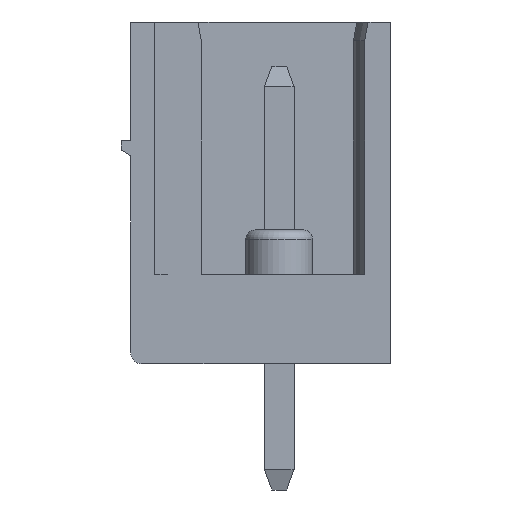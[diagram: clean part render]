
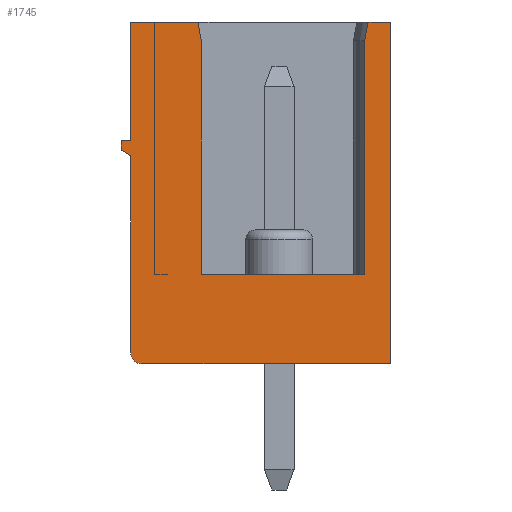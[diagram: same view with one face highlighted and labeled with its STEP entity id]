
A CAD part, left-side view. The second image highlights one B-rep face of the part: STEP entity #1745.
In plain terms, the highlighted planar face has unit normal (-1, 0, 0).
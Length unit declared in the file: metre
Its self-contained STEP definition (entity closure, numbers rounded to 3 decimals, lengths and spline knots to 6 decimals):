
#1745=ADVANCED_FACE('',(#5043),#5044,.F.);
#5043=FACE_OUTER_BOUND('',#10001,.T.);
#5044=PLANE('',#10002);
#10001=EDGE_LOOP('',(#15260,#15261,#15262,#15263,#15264,#15265,#15266,#15267,#15268,#15269,#15270,#15271,#15272,#15273,#15274));
#10002=AXIS2_PLACEMENT_3D('',#15275,#15276,#15277);
#15260=ORIENTED_EDGE('',*,*,#29664,.T.);
#15261=ORIENTED_EDGE('',*,*,#29665,.F.);
#15262=ORIENTED_EDGE('',*,*,#29666,.F.);
#15263=ORIENTED_EDGE('',*,*,#29667,.F.);
#15264=ORIENTED_EDGE('',*,*,#29612,.T.);
#15265=ORIENTED_EDGE('',*,*,#29519,.T.);
#15266=ORIENTED_EDGE('',*,*,#29480,.F.);
#15267=ORIENTED_EDGE('',*,*,#29648,.T.);
#15268=ORIENTED_EDGE('',*,*,#29570,.F.);
#15269=ORIENTED_EDGE('',*,*,#29668,.F.);
#15270=ORIENTED_EDGE('',*,*,#29669,.F.);
#15271=ORIENTED_EDGE('',*,*,#29670,.F.);
#15272=ORIENTED_EDGE('',*,*,#29671,.F.);
#15273=ORIENTED_EDGE('',*,*,#29672,.F.);
#15274=ORIENTED_EDGE('',*,*,#29673,.F.);
#15275=CARTESIAN_POINT('',(-1.086627,0.01086,0.000933));
#15276=DIRECTION('',(1.0,0.0,0.0));
#15277=DIRECTION('',(0.0,1.0,-0.0));
#29480=EDGE_CURVE('',#35223,#35225,#35226,.T.);
#29519=EDGE_CURVE('',#35292,#35225,#35293,.T.);
#29570=EDGE_CURVE('',#35366,#35368,#35369,.T.);
#29612=EDGE_CURVE('',#35426,#35292,#35427,.T.);
#29648=EDGE_CURVE('',#35223,#35368,#35473,.T.);
#29664=EDGE_CURVE('',#35490,#35491,#35492,.F.);
#29665=EDGE_CURVE('',#35493,#35491,#35494,.T.);
#29666=EDGE_CURVE('',#35495,#35493,#35496,.T.);
#29667=EDGE_CURVE('',#35426,#35495,#35497,.T.);
#29668=EDGE_CURVE('',#35498,#35366,#35499,.T.);
#29669=EDGE_CURVE('',#35500,#35498,#35501,.T.);
#29670=EDGE_CURVE('',#35502,#35500,#35503,.T.);
#29671=EDGE_CURVE('',#35504,#35502,#35505,.T.);
#29672=EDGE_CURVE('',#35506,#35504,#35507,.T.);
#29673=EDGE_CURVE('',#35490,#35506,#35508,.T.);
#35223=VERTEX_POINT('',#43588);
#35225=VERTEX_POINT('',#43591);
#35226=LINE('',#43592,#43593);
#35292=VERTEX_POINT('',#43689);
#35293=LINE('',#43690,#43691);
#35366=VERTEX_POINT('',#43800);
#35368=VERTEX_POINT('',#43803);
#35369=LINE('',#43804,#43805);
#35426=VERTEX_POINT('',#43889);
#35427=LINE('',#43890,#43891);
#35473=LINE('',#43962,#43963);
#35490=VERTEX_POINT('',#43987);
#35491=VERTEX_POINT('',#43988);
#35492=CIRCLE('',#43989,0.0003);
#35493=VERTEX_POINT('',#43990);
#35494=LINE('',#43991,#43992);
#35495=VERTEX_POINT('',#43993);
#35496=LINE('',#43994,#43995);
#35497=LINE('',#43996,#43997);
#35498=VERTEX_POINT('',#43998);
#35499=LINE('',#43999,#44000);
#35500=VERTEX_POINT('',#44001);
#35501=LINE('',#44002,#44003);
#35502=VERTEX_POINT('',#44004);
#35503=LINE('',#44005,#44006);
#35504=VERTEX_POINT('',#44007);
#35505=LINE('',#44008,#44009);
#35506=VERTEX_POINT('',#44010);
#35507=LINE('',#44011,#44012);
#35508=LINE('',#44013,#44014);
#43588=CARTESIAN_POINT('',(-1.086627,0.00896,-0.005867));
#43591=CARTESIAN_POINT('',(-1.086627,0.00456,-0.005867));
#43592=CARTESIAN_POINT('',(-1.086627,0.00386,-0.005867));
#43593=VECTOR('',#55907,1.0);
#43689=CARTESIAN_POINT('',(-1.086627,0.00456,0.000433));
#43690=CARTESIAN_POINT('',(-1.086627,0.00456,-0.005567));
#43691=VECTOR('',#55944,1.0);
#43800=CARTESIAN_POINT('',(-1.086627,0.009048,0.000933));
#43803=CARTESIAN_POINT('',(-1.086627,0.00896,0.000433));
#43804=CARTESIAN_POINT('',(-1.086627,0.009048,0.000933));
#43805=VECTOR('',#55985,1.0);
#43889=CARTESIAN_POINT('',(-1.086627,0.004471,0.000933));
#43890=CARTESIAN_POINT('',(-1.086627,0.005565,-0.005267));
#43891=VECTOR('',#56019,1.0);
#43962=CARTESIAN_POINT('',(-1.086627,0.00896,-0.005567));
#43963=VECTOR('',#56042,1.0);
#43987=CARTESIAN_POINT('',(-1.086627,0.01086,-0.007967));
#43988=CARTESIAN_POINT('',(-1.086627,0.01056,-0.008267));
#43989=AXIS2_PLACEMENT_3D('',#56053,#56054,#56055);
#43990=CARTESIAN_POINT('',(-1.086627,0.00386,-0.008267));
#43991=CARTESIAN_POINT('',(-1.086627,0.01056,-0.008267));
#43992=VECTOR('',#56056,1.0);
#43993=CARTESIAN_POINT('',(-1.086627,0.00386,0.000933));
#43994=CARTESIAN_POINT('',(-1.086627,0.00386,-0.008267));
#43995=VECTOR('',#56057,1.0);
#43996=CARTESIAN_POINT('',(-1.086627,0.00386,0.000933));
#43997=VECTOR('',#56058,1.0);
#43998=CARTESIAN_POINT('',(-1.086627,0.01086,0.000933));
#43999=CARTESIAN_POINT('',(-1.086627,0.00386,0.000933));
#44000=VECTOR('',#56059,1.0);
#44001=CARTESIAN_POINT('',(-1.086627,0.01086,-0.002267));
#44002=CARTESIAN_POINT('',(-1.086627,0.01086,0.000933));
#44003=VECTOR('',#56060,1.0);
#44004=CARTESIAN_POINT('',(-1.086627,0.01111,-0.002267));
#44005=CARTESIAN_POINT('',(-1.086627,0.01086,-0.002267));
#44006=VECTOR('',#56061,1.0);
#44007=CARTESIAN_POINT('',(-1.086627,0.01111,-0.002517));
#44008=CARTESIAN_POINT('',(-1.086627,0.01111,-0.002267));
#44009=VECTOR('',#56062,1.0);
#44010=CARTESIAN_POINT('',(-1.086627,0.01086,-0.002667));
#44011=CARTESIAN_POINT('',(-1.086627,0.01111,-0.002517));
#44012=VECTOR('',#56063,1.0);
#44013=CARTESIAN_POINT('',(-1.086627,0.01086,-0.002667));
#44014=VECTOR('',#56064,1.0);
#55907=DIRECTION('',(0.0,-1.0,0.));
#55944=DIRECTION('',(0.0,0.,-1.0));
#55985=DIRECTION('',(0.0,-0.174,-0.985));
#56019=DIRECTION('',(0.0,0.174,-0.985));
#56042=DIRECTION('',(0.0,0.,1.0));
#56053=CARTESIAN_POINT('',(-1.086627,0.01056,-0.007967));
#56054=DIRECTION('',(1.0,0.0,0.0));
#56055=DIRECTION('',(0.0,0.0,-1.0));
#56056=DIRECTION('',(0.0,1.0,0.));
#56057=DIRECTION('',(0.0,0.,-1.0));
#56058=DIRECTION('',(0.0,-1.0,0.));
#56059=DIRECTION('',(0.0,-1.0,0.));
#56060=DIRECTION('',(0.0,0.,1.0));
#56061=DIRECTION('',(0.0,-1.0,0.));
#56062=DIRECTION('',(0.0,0.,1.0));
#56063=DIRECTION('',(0.0,0.857,0.514));
#56064=DIRECTION('',(0.0,0.,1.0));
